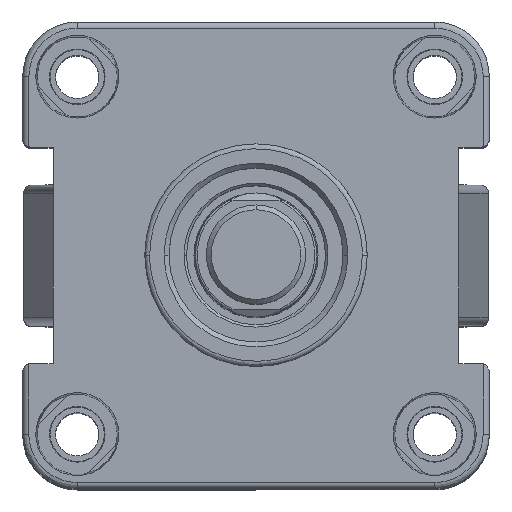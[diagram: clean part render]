
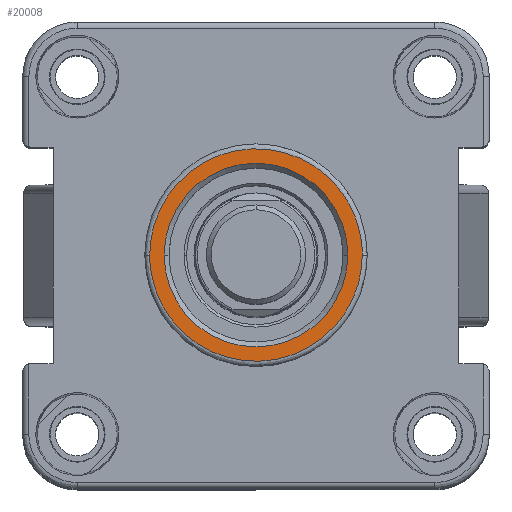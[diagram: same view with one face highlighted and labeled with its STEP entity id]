
A CAD part, top view. The second image highlights one B-rep face of the part: STEP entity #20008.
In plain terms, the highlighted face is planar.
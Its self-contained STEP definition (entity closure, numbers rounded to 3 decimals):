
#39 = CARTESIAN_POINT ( 'NONE',  ( 166., 42.8, 21.4 ) ) ;
#376 = AXIS2_PLACEMENT_3D ( 'NONE', #8081, #3511, #18341 ) ;
#811 = EDGE_LOOP ( 'NONE', ( #4618, #13209 ) ) ;
#1016 = ORIENTED_EDGE ( 'NONE', *, *, #20840, .F. ) ;
#2527 = CARTESIAN_POINT ( 'NONE',  ( 166., 0., -21.4 ) ) ;
#3383 = PLANE ( 'NONE',  #6198 ) ;
#3511 = DIRECTION ( 'NONE',  ( 1., 0., 0. ) ) ;
#4129 = DIRECTION ( 'NONE',  ( -1., 0., 0. ) ) ;
#4578 = CARTESIAN_POINT ( 'NONE',  ( 166., -42.8, 21.4 ) ) ;
#4618 = ORIENTED_EDGE ( 'NONE', *, *, #17941, .F. ) ;
#5531 = CARTESIAN_POINT ( 'NONE',  ( 166., 0., 18.5 ) ) ;
#6198 = AXIS2_PLACEMENT_3D ( 'NONE', #23232, #4129, #16641 ) ;
#6446 = CARTESIAN_POINT ( 'NONE',  ( 166., 0., 21.4 ) ) ;
#7147 = FACE_OUTER_BOUND ( 'NONE', #811, .T. ) ;
#7239 = CARTESIAN_POINT ( 'NONE',  ( 166., 0., 0. ) ) ;
#7859 = AXIS2_PLACEMENT_3D ( 'NONE', #7239, #17938, #18042 ) ;
#8081 = CARTESIAN_POINT ( 'NONE',  ( 166., 0., 0. ) ) ;
#8410 = EDGE_CURVE ( 'NONE', #21948, #11593, #23302, .T. ) ;
#10879 = CARTESIAN_POINT ( 'NONE',  ( 166., 0., -21.4 ) ) ;
#11593 = VERTEX_POINT ( 'NONE', #22313 ) ;
#12698 = EDGE_CURVE ( 'NONE', #23071, #21745, #19981, .T. ) ;
#13209 = ORIENTED_EDGE ( 'NONE', *, *, #8410, .F. ) ;
#13782 = CARTESIAN_POINT ( 'NONE',  ( 166., 0., -18.5 ) ) ;
#14893 = CARTESIAN_POINT ( 'NONE',  ( 166., 0., -21.4 ) ) ;
#16154 = CIRCLE ( 'NONE', #376, 18.5 ) ;
#16641 = DIRECTION ( 'NONE',  ( 0., 0., 1. ) ) ;
#16666 =( BOUNDED_CURVE ( )  B_SPLINE_CURVE ( 3, ( #21399, #39, #23557, #10879 ),
 .UNSPECIFIED., .F., .F. ) 
 B_SPLINE_CURVE_WITH_KNOTS ( ( 4, 4 ),
 ( 0., 1. ),
 .UNSPECIFIED. ) 
 CURVE ( )  GEOMETRIC_REPRESENTATION_ITEM ( )  RATIONAL_B_SPLINE_CURVE ( ( 1., 0.333, 0.333, 1. ) ) 
 REPRESENTATION_ITEM ( '' )  );
#17938 = DIRECTION ( 'NONE',  ( 1., 0., 0. ) ) ;
#17941 = EDGE_CURVE ( 'NONE', #11593, #21948, #16666, .T. ) ;
#18042 = DIRECTION ( 'NONE',  ( 0., 0., -1. ) ) ;
#18341 = DIRECTION ( 'NONE',  ( 0., 0., -1. ) ) ;
#19125 = CARTESIAN_POINT ( 'NONE',  ( 166., -42.8, -21.4 ) ) ;
#19728 = FACE_BOUND ( 'NONE', #19855, .T. ) ;
#19855 = EDGE_LOOP ( 'NONE', ( #27533, #1016 ) ) ;
#19981 = CIRCLE ( 'NONE', #7859, 18.5 ) ;
#20008 = ADVANCED_FACE ( 'NONE', ( #7147, #19728 ), #3383, .F. ) ;
#20840 = EDGE_CURVE ( 'NONE', #21745, #23071, #16154, .T. ) ;
#21399 = CARTESIAN_POINT ( 'NONE',  ( 166., 0., 21.4 ) ) ;
#21745 = VERTEX_POINT ( 'NONE', #5531 ) ;
#21948 = VERTEX_POINT ( 'NONE', #2527 ) ;
#22313 = CARTESIAN_POINT ( 'NONE',  ( 166., 0., 21.4 ) ) ;
#23071 = VERTEX_POINT ( 'NONE', #13782 ) ;
#23232 = CARTESIAN_POINT ( 'NONE',  ( 166., 17.5, 0. ) ) ;
#23302 =( BOUNDED_CURVE ( )  B_SPLINE_CURVE ( 3, ( #14893, #19125, #4578, #6446 ),
 .UNSPECIFIED., .F., .F. ) 
 B_SPLINE_CURVE_WITH_KNOTS ( ( 4, 4 ),
 ( 0., 1. ),
 .UNSPECIFIED. ) 
 CURVE ( )  GEOMETRIC_REPRESENTATION_ITEM ( )  RATIONAL_B_SPLINE_CURVE ( ( 1., 0.333, 0.333, 1. ) ) 
 REPRESENTATION_ITEM ( '' )  );
#23557 = CARTESIAN_POINT ( 'NONE',  ( 166., 42.8, -21.4 ) ) ;
#27533 = ORIENTED_EDGE ( 'NONE', *, *, #12698, .F. ) ;
